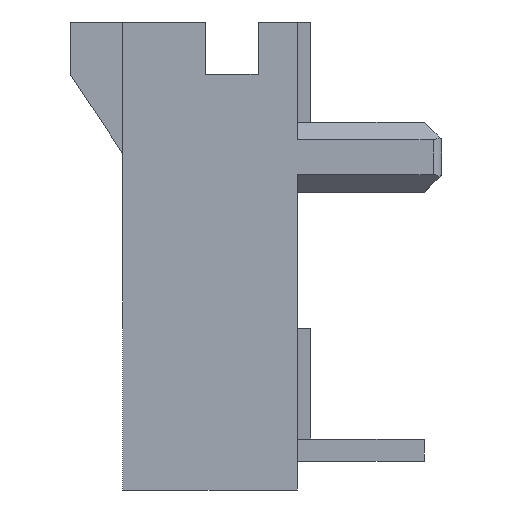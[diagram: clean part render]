
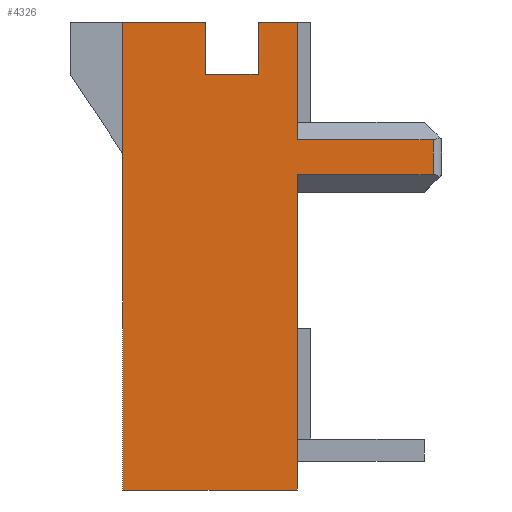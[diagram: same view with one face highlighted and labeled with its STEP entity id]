
A CAD part, left-side view. The second image highlights one B-rep face of the part: STEP entity #4326.
In plain terms, the highlighted planar face has unit normal (-1, 0, 0).
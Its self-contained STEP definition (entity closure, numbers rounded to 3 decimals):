
#194=DIRECTION('',(0.,-1.,0.));
#195=VECTOR('',#194,1.145);
#196=CARTESIAN_POINT('',(-13.905,-1.395,0.));
#197=LINE('',#196,#195);
#290=DIRECTION('',(0.,-1.,0.));
#291=VECTOR('',#290,2.415);
#292=CARTESIAN_POINT('',(-13.905,2.54,0.));
#293=LINE('',#292,#291);
#314=DIRECTION('',(0.,0.,1.));
#315=VECTOR('',#314,3.416);
#316=CARTESIAN_POINT('',(-13.905,-2.54,-3.416));
#317=LINE('',#316,#315);
#382=DIRECTION('',(0.,0.,1.));
#383=VECTOR('',#382,9.158);
#384=CARTESIAN_POINT('',(-13.905,-2.54,-13.59));
#385=LINE('',#384,#383);
#762=DIRECTION('',(0.,-1.,0.));
#763=VECTOR('',#762,3.937);
#764=CARTESIAN_POINT('',(-13.905,-2.54,-3.416));
#765=LINE('',#764,#763);
#766=DIRECTION('',(0.,0.,-1.));
#767=VECTOR('',#766,1.016);
#768=CARTESIAN_POINT('',(-13.905,-6.477,-3.416));
#769=LINE('',#768,#767);
#770=DIRECTION('',(0.,1.,0.));
#771=VECTOR('',#770,3.937);
#772=CARTESIAN_POINT('',(-13.905,-6.477,-4.432));
#773=LINE('',#772,#771);
#774=DIRECTION('',(0.,0.,-1.));
#775=VECTOR('',#774,13.59);
#776=CARTESIAN_POINT('',(-13.905,2.54,0.));
#777=LINE('',#776,#775);
#778=DIRECTION('',(0.,0.,-1.));
#779=VECTOR('',#778,1.52);
#780=CARTESIAN_POINT('',(-13.905,0.125,0.));
#781=LINE('',#780,#779);
#782=DIRECTION('',(0.,1.,0.));
#783=VECTOR('',#782,1.52);
#784=CARTESIAN_POINT('',(-13.905,-1.395,-1.52));
#785=LINE('',#784,#783);
#786=DIRECTION('',(0.,0.,-1.));
#787=VECTOR('',#786,1.52);
#788=CARTESIAN_POINT('',(-13.905,-1.395,0.));
#789=LINE('',#788,#787);
#869=CARTESIAN_POINT('',(-13.905,-6.477,-3.416));
#890=DIRECTION('',(0.,-1.,0.));
#891=VECTOR('',#890,5.08);
#892=CARTESIAN_POINT('',(-13.905,2.54,-13.59));
#893=LINE('',#892,#891);
#2878=CARTESIAN_POINT('',(-13.905,2.54,-13.59));
#2879=CARTESIAN_POINT('',(-13.905,-2.54,-13.59));
#2880=VERTEX_POINT('',#2878);
#2881=VERTEX_POINT('',#2879);
#2886=CARTESIAN_POINT('',(-13.905,2.54,0.));
#2887=VERTEX_POINT('',#2886);
#2950=CARTESIAN_POINT('',(-13.905,-1.395,0.));
#2952=VERTEX_POINT('',#2950);
#2954=CARTESIAN_POINT('',(-13.905,0.125,0.));
#2956=VERTEX_POINT('',#2954);
#2958=CARTESIAN_POINT('',(-13.905,-1.395,-1.52));
#2959=CARTESIAN_POINT('',(-13.905,0.125,-1.52));
#2960=VERTEX_POINT('',#2958);
#2961=VERTEX_POINT('',#2959);
#2974=CARTESIAN_POINT('',(-13.905,-2.54,0.));
#2975=VERTEX_POINT('',#2974);
#3290=CARTESIAN_POINT('',(-13.905,-2.54,-3.416));
#3292=VERTEX_POINT('',#3290);
#3301=VERTEX_POINT('',#869);
#3309=CARTESIAN_POINT('',(-13.905,-6.477,-4.432));
#3310=CARTESIAN_POINT('',(-13.905,-2.54,-4.432));
#3311=VERTEX_POINT('',#3309);
#3312=VERTEX_POINT('',#3310);
#4300=CARTESIAN_POINT('',(-13.905,2.54,0.));
#4301=DIRECTION('',(-1.,0.,0.));
#4302=DIRECTION('',(0.,-1.,0.));
#4303=AXIS2_PLACEMENT_3D('',#4300,#4301,#4302);
#4304=PLANE('',#4303);
#4306=ORIENTED_EDGE('',*,*,#4305,.T.);
#4308=ORIENTED_EDGE('',*,*,#4307,.T.);
#4309=ORIENTED_EDGE('',*,*,#4289,.T.);
#4310=ORIENTED_EDGE('',*,*,#3974,.F.);
#4312=ORIENTED_EDGE('',*,*,#4311,.F.);
#4314=ORIENTED_EDGE('',*,*,#4313,.F.);
#4315=ORIENTED_EDGE('',*,*,#3872,.T.);
#4317=ORIENTED_EDGE('',*,*,#4316,.T.);
#4319=ORIENTED_EDGE('',*,*,#4318,.F.);
#4321=ORIENTED_EDGE('',*,*,#4320,.F.);
#4322=ORIENTED_EDGE('',*,*,#3806,.T.);
#4323=ORIENTED_EDGE('',*,*,#3915,.F.);
#4324=EDGE_LOOP('',(#4306,#4308,#4309,#4310,#4312,#4314,#4315,#4317,#4319,#4321,
#4322,#4323));
#4325=FACE_OUTER_BOUND('',#4324,.F.);
#3806=EDGE_CURVE('',#2952,#2975,#197,.T.);
#3872=EDGE_CURVE('',#2887,#2956,#293,.T.);
#3915=EDGE_CURVE('',#3292,#2975,#317,.T.);
#3974=EDGE_CURVE('',#2881,#3312,#385,.T.);
#4289=EDGE_CURVE('',#3311,#3312,#773,.T.);
#4305=EDGE_CURVE('',#3292,#3301,#765,.T.);
#4307=EDGE_CURVE('',#3301,#3311,#769,.T.);
#4311=EDGE_CURVE('',#2880,#2881,#893,.T.);
#4313=EDGE_CURVE('',#2887,#2880,#777,.T.);
#4316=EDGE_CURVE('',#2956,#2961,#781,.T.);
#4318=EDGE_CURVE('',#2960,#2961,#785,.T.);
#4320=EDGE_CURVE('',#2952,#2960,#789,.T.);
#4326=ADVANCED_FACE('',(#4325),#4304,.T.);
